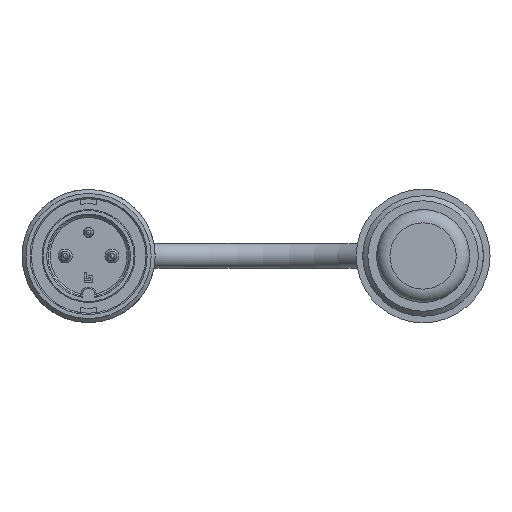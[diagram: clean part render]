
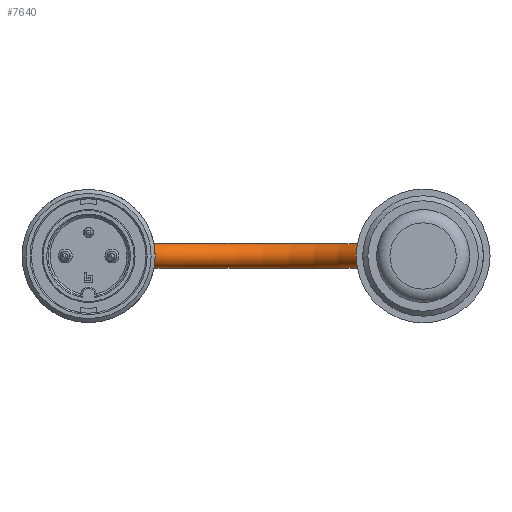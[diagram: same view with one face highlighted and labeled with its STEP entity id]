
A CAD part, left-side view. The second image highlights one B-rep face of the part: STEP entity #7640.
In plain terms, the highlighted toroidal (fillet/blend) face has major radius 25 mm and minor radius 1.85 mm.
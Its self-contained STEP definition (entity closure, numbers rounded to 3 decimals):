
#1432=TOROIDAL_SURFACE('',#8108,25.,1.85);
#1810=FACE_BOUND('',#2331,.T.);
#1891=FACE_OUTER_BOUND('',#2330,.T.);
#2330=EDGE_LOOP('',(#5019));
#2331=EDGE_LOOP('',(#5020));
#2832=CIRCLE('',#8107,1.85);
#2833=CIRCLE('',#8109,1.85);
#3203=VERTEX_POINT('',#11187);
#3204=VERTEX_POINT('',#11190);
#3935=EDGE_CURVE('',#3203,#3203,#2832,.T.);
#3936=EDGE_CURVE('',#3204,#3204,#2833,.T.);
#5019=ORIENTED_EDGE('',*,*,#3935,.F.);
#5020=ORIENTED_EDGE('',*,*,#3936,.T.);
#7640=ADVANCED_FACE('',(#1891,#1810),#1432,.T.);
#8107=AXIS2_PLACEMENT_3D('',#11188,#8921,#8922);
#8108=AXIS2_PLACEMENT_3D('',#11189,#8923,#8924);
#8109=AXIS2_PLACEMENT_3D('',#11191,#8925,#8926);
#8921=DIRECTION('center_axis',(-1.,0.,0.));
#8922=DIRECTION('ref_axis',(0.,-0.001,
1.));
#8923=DIRECTION('center_axis',(0.,-0.001,
1.));
#8924=DIRECTION('ref_axis',(1.,0.,0.));
#8925=DIRECTION('center_axis',(1.,0.,0.));
#8926=DIRECTION('ref_axis',(0.,-0.001,
1.));
#11187=CARTESIAN_POINT('',(298.415,-207.202,-467.63));
#11188=CARTESIAN_POINT('Origin',(298.415,-207.204,-465.78));
#11189=CARTESIAN_POINT('Origin',(298.415,-232.204,-465.803));
#11190=CARTESIAN_POINT('',(298.415,-257.202,-467.676));
#11191=CARTESIAN_POINT('Origin',(298.415,-257.204,-465.826));
